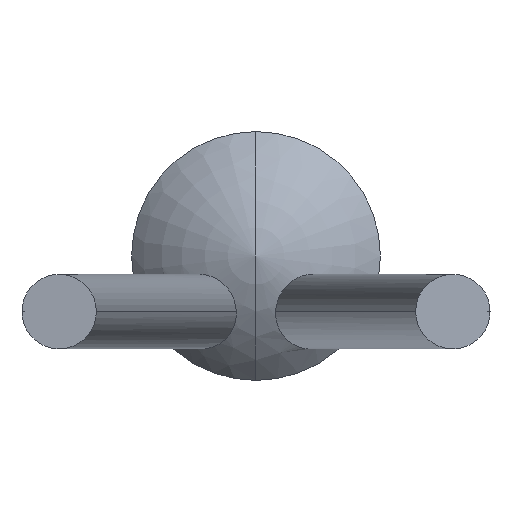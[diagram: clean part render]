
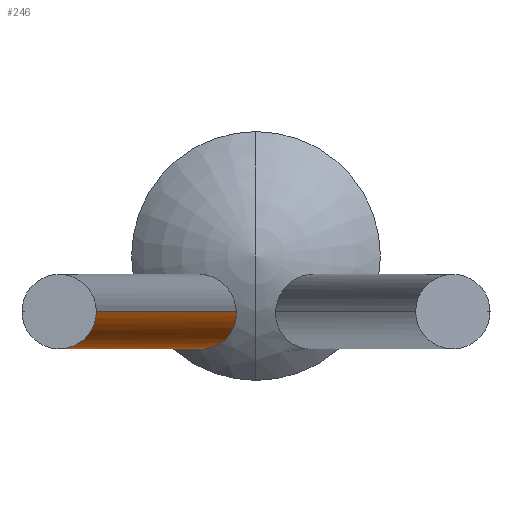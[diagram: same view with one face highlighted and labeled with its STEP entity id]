
A CAD part, left-side view. The second image highlights one B-rep face of the part: STEP entity #246.
In plain terms, the highlighted cylindrical face has radius 0.45 mm (diameter 0.9 mm), a partial arc.
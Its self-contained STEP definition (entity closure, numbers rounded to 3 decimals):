
#29 = DIRECTION ( 'NONE',  ( -0.996, 0.087, 0. ) ) ;
#32 = CARTESIAN_POINT ( 'NONE',  ( -19.83, 2.821, -0.67 ) ) ;
#35 = CARTESIAN_POINT ( 'NONE',  ( -0.13, 0.934, -1.018 ) ) ;
#38 = CARTESIAN_POINT ( 'NONE',  ( -0.311, 0.478, -1.082 ) ) ;
#46 = CARTESIAN_POINT ( 'NONE',  ( -0.238, 0.598, -1.118 ) ) ;
#49 = CARTESIAN_POINT ( 'NONE',  ( -0.315, 0.471, -1.078 ) ) ;
#53 = AXIS2_PLACEMENT_3D ( 'NONE', #148, #29, #335 ) ;
#54 = CARTESIAN_POINT ( 'NONE',  ( -19.908, 1.925, -0.67 ) ) ;
#69 = VERTEX_POINT ( 'NONE', #741 ) ;
#90 = DIRECTION ( 'NONE',  ( 0.996, -0.087, 0. ) ) ;
#94 = CARTESIAN_POINT ( 'NONE',  ( -0.276, 0.532, -1.103 ) ) ;
#98 = CARTESIAN_POINT ( 'NONE',  ( -0.47, 0.296, -0.916 ) ) ;
#104 = CARTESIAN_POINT ( 'NONE',  ( -0.155, 1.068, -0.836 ) ) ;
#112 = CARTESIAN_POINT ( 'NONE',  ( -0.304, 0.488, -1.086 ) ) ;
#120 = CARTESIAN_POINT ( 'NONE',  ( -0.611, 0.236, -0.67 ) ) ;
#127 = CARTESIAN_POINT ( 'NONE',  ( -0.589, 0.234, -0.72 ) ) ;
#133 = CARTESIAN_POINT ( 'NONE',  ( -0.502, 0.273, -0.869 ) ) ;
#148 = CARTESIAN_POINT ( 'NONE',  ( -19.869, 2.373, -0.67 ) ) ;
#164 = CARTESIAN_POINT ( 'NONE',  ( -0.16, 1.076, -0.818 ) ) ;
#166 = VERTEX_POINT ( 'NONE', #610 ) ;
#168 = CARTESIAN_POINT ( 'NONE',  ( -0.169, 1.085, -0.79 ) ) ;
#173 = DIRECTION ( 'NONE',  ( 0.996, -0.087, 0. ) ) ;
#177 = CARTESIAN_POINT ( 'NONE',  ( -0.402, 0.362, -1. ) ) ;
#222 = CARTESIAN_POINT ( 'NONE',  ( -0.332, 0.447, -1.066 ) ) ;
#229 = CARTESIAN_POINT ( 'NONE',  ( -0.152, 0.812, -1.09 ) ) ;
#234 = CARTESIAN_POINT ( 'NONE',  ( -0.139, 0.869, -1.062 ) ) ;
#238 = CARTESIAN_POINT ( 'NONE',  ( -0.318, 0.467, -1.076 ) ) ;
#246 = ADVANCED_FACE ( 'NONE', ( #789 ), #544, .T. ) ;
#254 = CARTESIAN_POINT ( 'NONE',  ( -0.521, 0.261, -0.839 ) ) ;
#258 = CARTESIAN_POINT ( 'NONE',  ( -0.516, 0.265, -0.848 ) ) ;
#284 = CARTESIAN_POINT ( 'NONE',  ( -0.416, 0.346, -0.983 ) ) ;
#293 = EDGE_CURVE ( 'NONE', #665, #69, #531, .T. ) ;
#297 = CARTESIAN_POINT ( 'NONE',  ( -0.162, 1.078, -0.811 ) ) ;
#335 = DIRECTION ( 'NONE',  ( -0.087, -0.996, 0. ) ) ;
#348 = CARTESIAN_POINT ( 'NONE',  ( -0.132, 0.909, -1.037 ) ) ;
#356 = CARTESIAN_POINT ( 'NONE',  ( -0.211, 0.654, -1.12 ) ) ;
#362 = CARTESIAN_POINT ( 'NONE',  ( -0.174, 0.743, -1.112 ) ) ;
#377 = EDGE_CURVE ( 'NONE', #602, #69, #515, .T. ) ;
#387 = CARTESIAN_POINT ( 'NONE',  ( -0.52, 0.262, -0.841 ) ) ;
#408 = VECTOR ( 'NONE', #90, 1000. ) ;
#409 = CIRCLE ( 'NONE', #53, 0.45 ) ;
#412 = ORIENTED_EDGE ( 'NONE', *, *, #377, .F. ) ;
#414 = CARTESIAN_POINT ( 'NONE',  ( -0.218, 0.639, -1.12 ) ) ;
#421 = CARTESIAN_POINT ( 'NONE',  ( -0.156, 1.07, -0.831 ) ) ;
#425 = CARTESIAN_POINT ( 'NONE',  ( -0.297, 0.498, -1.09 ) ) ;
#428 = CARTESIAN_POINT ( 'NONE',  ( -0.382, 0.384, -1.021 ) ) ;
#462 = EDGE_LOOP ( 'NONE', ( #412, #744, #485, #525 ) ) ;
#477 = CARTESIAN_POINT ( 'NONE',  ( -0.373, 0.395, -1.03 ) ) ;
#483 = CARTESIAN_POINT ( 'NONE',  ( -0.191, 0.699, -1.118 ) ) ;
#485 = ORIENTED_EDGE ( 'NONE', *, *, #746, .T. ) ;
#491 = CARTESIAN_POINT ( 'NONE',  ( -0.253, 0.572, -1.113 ) ) ;
#492 = AXIS2_PLACEMENT_3D ( 'NONE', #786, #173, #539 ) ;
#495 = CARTESIAN_POINT ( 'NONE',  ( -0.189, 1.1, -0.733 ) ) ;
#496 = EDGE_CURVE ( 'NONE', #166, #602, #409, .T. ) ;
#510 = CARTESIAN_POINT ( 'NONE',  ( -0.522, 0.261, -0.837 ) ) ;
#515 = LINE ( 'NONE', #54, #681 ) ;
#525 = ORIENTED_EDGE ( 'NONE', *, *, #293, .T. ) ;
#531 = B_SPLINE_CURVE_WITH_KNOTS ( 'NONE', 3,
 ( #547, #792, #495, #613, #168, #297, #164, #421, #104, #727, #535, #35, #348, #234, #783, #670, #229, #549, #362, #483, #779, #356, #414, #601, #46, #491, #94, #736, #425, #112, #38, #49, #238, #222, #740, #477, #428, #598, #177, #723, #284, #662, #98, #560, #133, #684, #258, #387, #254, #510, #753, #572, #127, #120 ),
 .UNSPECIFIED., .F., .F.,
 ( 4, 2, 2, 2, 2, 2, 2, 2, 2, 2, 1, 2, 2, 2, 2, 1, 2, 2, 2, 2, 2, 2, 2, 2, 1, 1, 2, 2, 4 ),
 ( 0., 0.063, 0.094, 0.109, 0.125, 0.25, 0.313, 0.344, 0.375, 0.438, 0.469, 0.484, 0.5, 0.563, 0.594, 0.609, 0.617, 0.625, 0.688, 0.719, 0.734, 0.75, 0.813, 0.844, 0.859, 0.867, 0.871, 0.875, 1. ),
 .UNSPECIFIED. ) ;
#535 = CARTESIAN_POINT ( 'NONE',  ( -0.129, 1.003, -0.953 ) ) ;
#536 = LINE ( 'NONE', #32, #408 ) ;
#539 = DIRECTION ( 'NONE',  ( 0.087, 0.996, 0. ) ) ;
#544 = CYLINDRICAL_SURFACE ( 'NONE', #492, 0.45 ) ;
#547 = CARTESIAN_POINT ( 'NONE',  ( -0.216, 1.105, -0.67 ) ) ;
#549 = CARTESIAN_POINT ( 'NONE',  ( -0.164, 0.772, -1.105 ) ) ;
#556 = DIRECTION ( 'NONE',  ( 0.996, -0.087, 0. ) ) ;
#560 = CARTESIAN_POINT ( 'NONE',  ( -0.495, 0.278, -0.88 ) ) ;
#572 = CARTESIAN_POINT ( 'NONE',  ( -0.56, 0.24, -0.777 ) ) ;
#598 = CARTESIAN_POINT ( 'NONE',  ( -0.397, 0.368, -1.005 ) ) ;
#601 = CARTESIAN_POINT ( 'NONE',  ( -0.223, 0.63, -1.12 ) ) ;
#602 = VERTEX_POINT ( 'NONE', #631 ) ;
#610 = CARTESIAN_POINT ( 'NONE',  ( -19.83, 2.821, -0.67 ) ) ;
#613 = CARTESIAN_POINT ( 'NONE',  ( -0.173, 1.089, -0.776 ) ) ;
#631 = CARTESIAN_POINT ( 'NONE',  ( -19.908, 1.925, -0.67 ) ) ;
#662 = CARTESIAN_POINT ( 'NONE',  ( -0.449, 0.314, -0.945 ) ) ;
#665 = VERTEX_POINT ( 'NONE', #695 ) ;
#670 = CARTESIAN_POINT ( 'NONE',  ( -0.148, 0.827, -1.083 ) ) ;
#681 = VECTOR ( 'NONE', #556, 1000. ) ;
#684 = CARTESIAN_POINT ( 'NONE',  ( -0.511, 0.267, -0.855 ) ) ;
#695 = CARTESIAN_POINT ( 'NONE',  ( -0.216, 1.105, -0.67 ) ) ;
#723 = CARTESIAN_POINT ( 'NONE',  ( -0.412, 0.351, -0.988 ) ) ;
#727 = CARTESIAN_POINT ( 'NONE',  ( -0.137, 1.039, -0.903 ) ) ;
#736 = CARTESIAN_POINT ( 'NONE',  ( -0.284, 0.519, -1.098 ) ) ;
#740 = CARTESIAN_POINT ( 'NONE',  ( -0.347, 0.427, -1.054 ) ) ;
#741 = CARTESIAN_POINT ( 'NONE',  ( -0.611, 0.236, -0.67 ) ) ;
#744 = ORIENTED_EDGE ( 'NONE', *, *, #496, .F. ) ;
#746 = EDGE_CURVE ( 'NONE', #166, #665, #536, .T. ) ;
#753 = CARTESIAN_POINT ( 'NONE',  ( -0.522, 0.261, -0.837 ) ) ;
#779 = CARTESIAN_POINT ( 'NONE',  ( -0.201, 0.677, -1.12 ) ) ;
#783 = CARTESIAN_POINT ( 'NONE',  ( -0.141, 0.856, -1.07 ) ) ;
#786 = CARTESIAN_POINT ( 'NONE',  ( -19.869, 2.373, -0.67 ) ) ;
#789 = FACE_OUTER_BOUND ( 'NONE', #462, .T. ) ;
#792 = CARTESIAN_POINT ( 'NONE',  ( -0.201, 1.104, -0.702 ) ) ;
